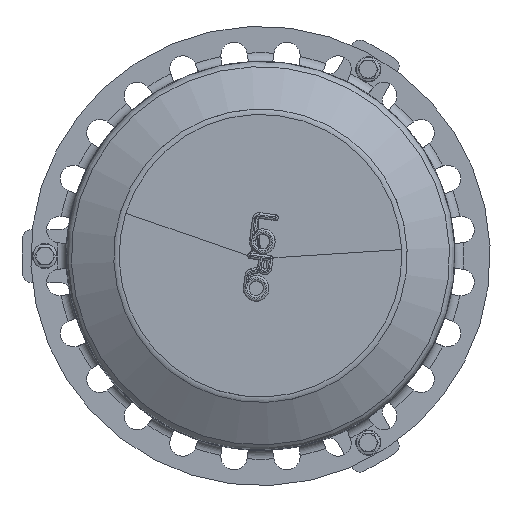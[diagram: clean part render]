
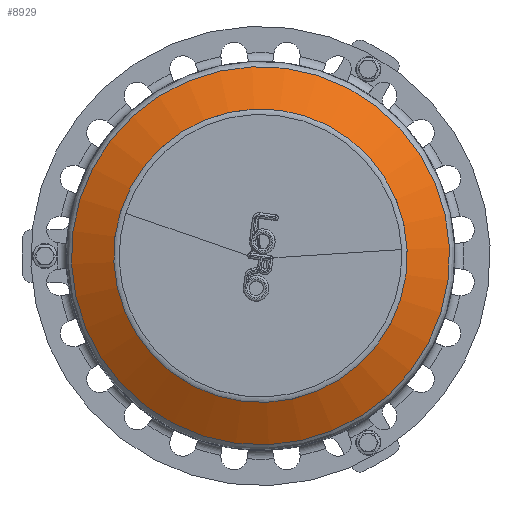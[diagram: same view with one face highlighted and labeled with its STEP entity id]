
A CAD part, top view. The second image highlights one B-rep face of the part: STEP entity #8929.
In plain terms, the highlighted conical face has half-angle 59.744 degrees and reference radius 950.348 mm.
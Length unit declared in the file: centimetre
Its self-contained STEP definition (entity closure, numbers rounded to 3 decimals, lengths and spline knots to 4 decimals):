
#450=CONICAL_SURFACE('',#9712,95.0348,1.043);
#875=LINE('',#20427,#1413);
#1413=VECTOR('',#11692,95.0348);
#2158=FACE_OUTER_BOUND('',#2676,.T.);
#2676=EDGE_LOOP('',(#7454,#7455,#7456,#7457,#7458,#7459));
#3168=CIRCLE('',#9708,83.0464);
#3171=CIRCLE('',#9711,83.0464);
#3172=CIRCLE('',#9713,107.0232);
#3173=CIRCLE('',#9714,107.0232);
#4024=VERTEX_POINT('',#20415);
#4025=VERTEX_POINT('',#20416);
#4027=VERTEX_POINT('',#20423);
#4028=VERTEX_POINT('',#20424);
#5248=EDGE_CURVE('',#4024,#4025,#3168,.T.);
#5251=EDGE_CURVE('',#4025,#4024,#3171,.T.);
#5252=EDGE_CURVE('',#4027,#4028,#3172,.T.);
#5253=EDGE_CURVE('',#4028,#4027,#3173,.T.);
#5254=EDGE_CURVE('',#4028,#4025,#875,.T.);
#7454=ORIENTED_EDGE('',*,*,#5252,.F.);
#7455=ORIENTED_EDGE('',*,*,#5253,.F.);
#7456=ORIENTED_EDGE('',*,*,#5254,.T.);
#7457=ORIENTED_EDGE('',*,*,#5251,.T.);
#7458=ORIENTED_EDGE('',*,*,#5248,.T.);
#7459=ORIENTED_EDGE('',*,*,#5254,.F.);
#8929=ADVANCED_FACE('',(#2158),#450,.T.);
#9708=AXIS2_PLACEMENT_3D('',#20417,#11678,#11679);
#9711=AXIS2_PLACEMENT_3D('',#20421,#11684,#11685);
#9712=AXIS2_PLACEMENT_3D('',#20422,#11686,#11687);
#9713=AXIS2_PLACEMENT_3D('',#20425,#11688,#11689);
#9714=AXIS2_PLACEMENT_3D('',#20426,#11690,#11691);
#11678=DIRECTION('center_axis',(0.,0.,
-1.));
#11679=DIRECTION('ref_axis',(-0.131,-0.991,0.));
#11684=DIRECTION('center_axis',(0.,0.,
-1.));
#11685=DIRECTION('ref_axis',(-0.131,-0.991,0.));
#11686=DIRECTION('center_axis',(0.,0.,
-1.));
#11687=DIRECTION('ref_axis',(0.131,0.991,0.));
#11688=DIRECTION('center_axis',(0.,0.,
-1.));
#11689=DIRECTION('ref_axis',(-0.131,-0.991,0.));
#11690=DIRECTION('center_axis',(0.,0.,
-1.));
#11691=DIRECTION('ref_axis',(-0.131,-0.991,0.));
#11692=DIRECTION('',(0.113,0.856,0.504));
#20415=CARTESIAN_POINT('',(367.2957,223.0423,106.1691));
#20416=CARTESIAN_POINT('',(438.7919,129.8666,106.1691));
#20417=CARTESIAN_POINT('Origin',(449.6316,212.2025,106.1691));
#20421=CARTESIAN_POINT('Origin',(449.6316,212.2025,106.1691));
#20422=CARTESIAN_POINT('Origin',(449.6316,212.2025,99.1759));
#20423=CARTESIAN_POINT('',(343.524,226.1719,92.1826));
#20424=CARTESIAN_POINT('',(435.6623,106.0949,92.1826));
#20425=CARTESIAN_POINT('Origin',(449.6316,212.2025,92.1826));
#20426=CARTESIAN_POINT('Origin',(449.6316,212.2025,92.1826));
#20427=CARTESIAN_POINT('',(437.2271,117.9808,99.1759));
